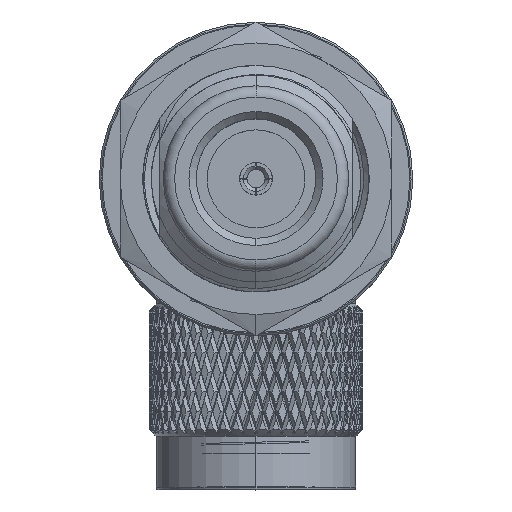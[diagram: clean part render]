
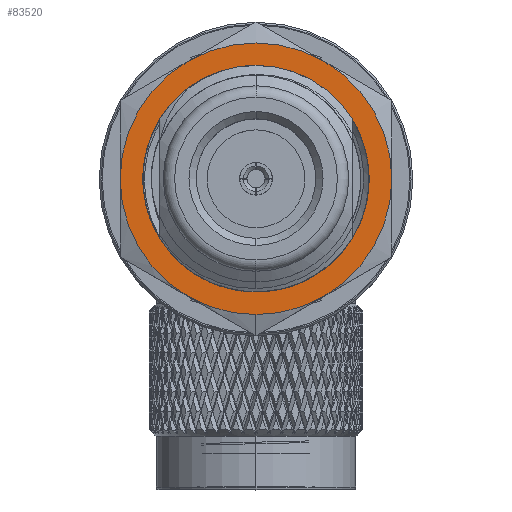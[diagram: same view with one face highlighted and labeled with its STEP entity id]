
A CAD part, top view. The second image highlights one B-rep face of the part: STEP entity #83520.
In plain terms, the highlighted face is planar.
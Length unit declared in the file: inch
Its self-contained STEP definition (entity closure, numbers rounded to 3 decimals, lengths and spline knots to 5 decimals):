
#2930 = VERTEX_POINT ( 'NONE', #94524 ) ;
#3683 = AXIS2_PLACEMENT_3D ( 'NONE', #20798, #33287, #59472 ) ;
#3873 = AXIS2_PLACEMENT_3D ( 'NONE', #92331, #12649, #147103 ) ;
#5774 = ORIENTED_EDGE ( 'NONE', *, *, #19027, .T. ) ;
#7804 = CARTESIAN_POINT ( 'NONE',  ( 1.033, 0., 0. ) ) ;
#12649 = DIRECTION ( 'NONE',  ( 1., 0., 0. ) ) ;
#15548 = EDGE_CURVE ( 'NONE', #149049, #142654, #171649, .T. ) ;
#18914 = ORIENTED_EDGE ( 'NONE', *, *, #62203, .T. ) ;
#19027 = EDGE_CURVE ( 'NONE', #142654, #162688, #140620, .T. ) ;
#19550 = DIRECTION ( 'NONE',  ( 0., 0., -1. ) ) ;
#20499 = VERTEX_POINT ( 'NONE', #162865 ) ;
#20798 = CARTESIAN_POINT ( 'NONE',  ( 1.033, 0., 0. ) ) ;
#21761 = CARTESIAN_POINT ( 'NONE',  ( 1.033, 0., -0.3125 ) ) ;
#23265 = CIRCLE ( 'NONE', #155193, 0.3125 ) ;
#27667 = VERTEX_POINT ( 'NONE', #124893 ) ;
#27988 = CARTESIAN_POINT ( 'NONE',  ( 1.033, 0., -0.375 ) ) ;
#29558 = CIRCLE ( 'NONE', #66404, 0.375 ) ;
#33205 = DIRECTION ( 'NONE',  ( 1., 0., 0. ) ) ;
#33287 = DIRECTION ( 'NONE',  ( 1., 0., 0. ) ) ;
#33485 = CARTESIAN_POINT ( 'NONE',  ( 1.033, 0.375, 0. ) ) ;
#36279 = DIRECTION ( 'NONE',  ( 1., 0., 0. ) ) ;
#43854 = CARTESIAN_POINT ( 'NONE',  ( 1.033, 0., 0. ) ) ;
#45638 = CARTESIAN_POINT ( 'NONE',  ( 1.033, 0., 0. ) ) ;
#46697 = DIRECTION ( 'NONE',  ( 0., 0., -1. ) ) ;
#49720 = FACE_BOUND ( 'NONE', #138291, .T. ) ;
#54419 = ORIENTED_EDGE ( 'NONE', *, *, #15548, .T. ) ;
#55678 = EDGE_CURVE ( 'NONE', #2930, #27667, #147000, .T. ) ;
#56988 = ORIENTED_EDGE ( 'NONE', *, *, #176062, .T. ) ;
#57006 = DIRECTION ( 'NONE',  ( 1., 0., 0. ) ) ;
#59472 = DIRECTION ( 'NONE',  ( 0., 0., -1. ) ) ;
#59885 = DIRECTION ( 'NONE',  ( 0., 0., -1. ) ) ;
#61381 = EDGE_CURVE ( 'NONE', #20499, #151751, #174649, .T. ) ;
#61924 = EDGE_CURVE ( 'NONE', #97875, #20499, #153077, .T. ) ;
#62203 = EDGE_CURVE ( 'NONE', #162688, #2930, #29558, .T. ) ;
#63224 = EDGE_CURVE ( 'NONE', #175853, #149049, #131670, .T. ) ;
#66404 = AXIS2_PLACEMENT_3D ( 'NONE', #165438, #57006, #139129 ) ;
#71834 = ORIENTED_EDGE ( 'NONE', *, *, #109471, .T. ) ;
#74024 = CARTESIAN_POINT ( 'NONE',  ( 1.033, 0.1875, -0.32476 ) ) ;
#83520 = ADVANCED_FACE ( 'NONE', ( #49720, #143311 ), #133440, .T. ) ;
#84678 = AXIS2_PLACEMENT_3D ( 'NONE', #43854, #84898, #139077 ) ;
#84898 = DIRECTION ( 'NONE',  ( 1., 0., 0. ) ) ;
#87102 = ORIENTED_EDGE ( 'NONE', *, *, #61924, .F. ) ;
#89769 = DIRECTION ( 'NONE',  ( 0., 0., -1. ) ) ;
#90377 = AXIS2_PLACEMENT_3D ( 'NONE', #120427, #121014, #175324 ) ;
#90953 = AXIS2_PLACEMENT_3D ( 'NONE', #127818, #101018, #19550 ) ;
#92331 = CARTESIAN_POINT ( 'NONE',  ( 1.033, 0., 0. ) ) ;
#94524 = CARTESIAN_POINT ( 'NONE',  ( 1.033, 0.1875, 0.32476 ) ) ;
#96360 = ORIENTED_EDGE ( 'NONE', *, *, #61381, .F. ) ;
#97875 = VERTEX_POINT ( 'NONE', #21761 ) ;
#101018 = DIRECTION ( 'NONE',  ( 1., 0., 0. ) ) ;
#102532 = ORIENTED_EDGE ( 'NONE', *, *, #63224, .T. ) ;
#102850 = CIRCLE ( 'NONE', #3683, 0.375 ) ;
#107609 = AXIS2_PLACEMENT_3D ( 'NONE', #143293, #33205, #115307 ) ;
#108104 = VERTEX_POINT ( 'NONE', #149843 ) ;
#108866 = CARTESIAN_POINT ( 'NONE',  ( 1.033, -0.14645, -0.27606 ) ) ;
#109471 = EDGE_CURVE ( 'NONE', #27667, #108104, #102850, .T. ) ;
#112877 = AXIS2_PLACEMENT_3D ( 'NONE', #156831, #168184, #46697 ) ;
#115307 = DIRECTION ( 'NONE',  ( 0., 0., -1. ) ) ;
#117790 = EDGE_CURVE ( 'NONE', #151751, #97875, #23265, .T. ) ;
#120427 = CARTESIAN_POINT ( 'NONE',  ( 1.033, 0., 0. ) ) ;
#120690 = CARTESIAN_POINT ( 'NONE',  ( 1.033, -0.1875, -0.32476 ) ) ;
#121014 = DIRECTION ( 'NONE',  ( 1., 0., 0. ) ) ;
#124893 = CARTESIAN_POINT ( 'NONE',  ( 1.033, -0.1875, 0.32476 ) ) ;
#127818 = CARTESIAN_POINT ( 'NONE',  ( 1.033, 0., 0. ) ) ;
#131539 = DIRECTION ( 'NONE',  ( 0., 0., -1. ) ) ;
#131670 = CIRCLE ( 'NONE', #132652, 0.375 ) ;
#132652 = AXIS2_PLACEMENT_3D ( 'NONE', #171447, #133228, #89769 ) ;
#133228 = DIRECTION ( 'NONE',  ( 1., 0., 0. ) ) ;
#133440 = PLANE ( 'NONE',  #3873 ) ;
#136430 = AXIS2_PLACEMENT_3D ( 'NONE', #45638, #167144, #59885 ) ;
#138291 = EDGE_LOOP ( 'NONE', ( #96360, #87102, #163375 ) ) ;
#139077 = DIRECTION ( 'NONE',  ( 0., 0., -1. ) ) ;
#139129 = DIRECTION ( 'NONE',  ( 0., 0., -1. ) ) ;
#140620 = CIRCLE ( 'NONE', #107609, 0.375 ) ;
#142654 = VERTEX_POINT ( 'NONE', #74024 ) ;
#143293 = CARTESIAN_POINT ( 'NONE',  ( 1.033, 0., 0. ) ) ;
#143311 = FACE_OUTER_BOUND ( 'NONE', #151142, .T. ) ;
#147000 = CIRCLE ( 'NONE', #90953, 0.375 ) ;
#147103 = DIRECTION ( 'NONE',  ( 0., 0., -1. ) ) ;
#149049 = VERTEX_POINT ( 'NONE', #27988 ) ;
#149843 = CARTESIAN_POINT ( 'NONE',  ( 1.033, -0.375, 0. ) ) ;
#150137 = CIRCLE ( 'NONE', #136430, 0.375 ) ;
#151142 = EDGE_LOOP ( 'NONE', ( #102532, #54419, #5774, #18914, #176679, #71834, #56988 ) ) ;
#151751 = VERTEX_POINT ( 'NONE', #108866 ) ;
#153077 = CIRCLE ( 'NONE', #90377, 0.3125 ) ;
#155193 = AXIS2_PLACEMENT_3D ( 'NONE', #7804, #36279, #131539 ) ;
#156831 = CARTESIAN_POINT ( 'NONE',  ( 1.033, 0., 0. ) ) ;
#162688 = VERTEX_POINT ( 'NONE', #33485 ) ;
#162865 = CARTESIAN_POINT ( 'NONE',  ( 1.033, 0.09165, -0.29876 ) ) ;
#163375 = ORIENTED_EDGE ( 'NONE', *, *, #117790, .F. ) ;
#165438 = CARTESIAN_POINT ( 'NONE',  ( 1.033, 0., 0. ) ) ;
#167144 = DIRECTION ( 'NONE',  ( 1., 0., 0. ) ) ;
#168184 = DIRECTION ( 'NONE',  ( 1., 0., 0. ) ) ;
#171447 = CARTESIAN_POINT ( 'NONE',  ( 1.033, 0., 0. ) ) ;
#171649 = CIRCLE ( 'NONE', #112877, 0.375 ) ;
#174649 = CIRCLE ( 'NONE', #84678, 0.3125 ) ;
#175324 = DIRECTION ( 'NONE',  ( 0., 0., -1. ) ) ;
#175853 = VERTEX_POINT ( 'NONE', #120690 ) ;
#176062 = EDGE_CURVE ( 'NONE', #108104, #175853, #150137, .T. ) ;
#176679 = ORIENTED_EDGE ( 'NONE', *, *, #55678, .T. ) ;
